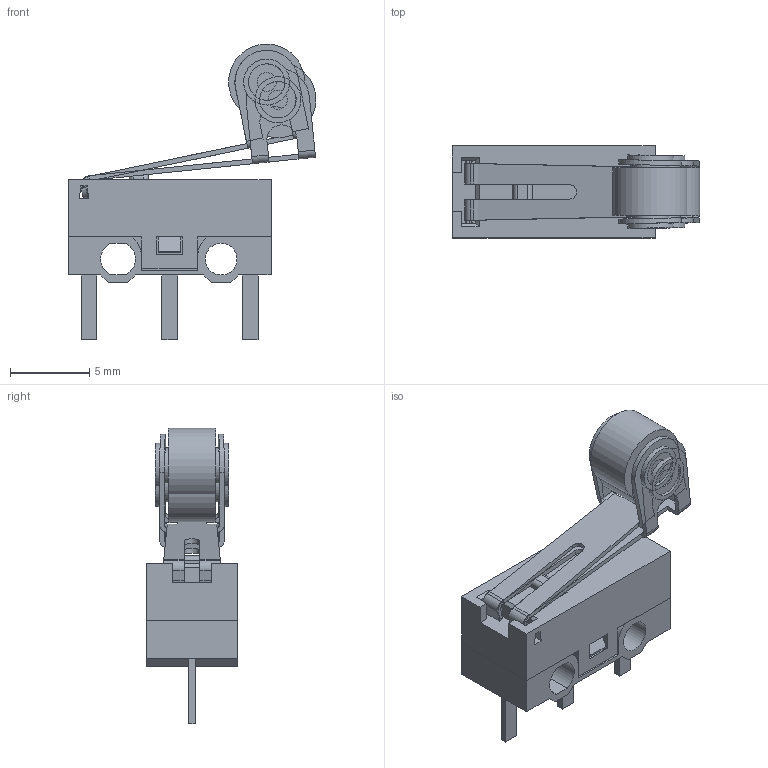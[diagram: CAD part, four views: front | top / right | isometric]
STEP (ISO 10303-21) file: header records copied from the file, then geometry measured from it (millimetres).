
FILE_DESCRIPTION(/* description */ ('Unknown'),/* implementation_level */ '2;1');
FILE_NAME(/* name */ '463093370402',/* time_stamp */ '2018-05-29T13:58:10+02:00',/* author */ ('Unknown'),/* organization */ ('Unknown'),/* preprocessor_version */ 'ST-DEVELOPER v16.7',/* originating_system */ 'DEX',/* authorisation */ $);
FILE_SCHEMA (('AUTOMOTIVE_DESIGN {1 0 10303 214 3 1 1}'));
Length unit declared in the file: millimetre
Products named in the file (7): 463093370402; Base; Roller; Terminal; Straight_lever; Button; Cover
Assembly tree (11 placements, depth 2):
  463093370402
    Base
    Roller  x2
    Terminal  x3
    Straight_lever  x2
    Button  x2
    Cover
Bounding box: 15.63 x 5.8 x 18.67 mm (x, y, z)
Volume: 436.7 mm3; surface area: 1408.5 mm2
Topology: 11 solids, 11 shells, 346 faces, 899 edges, 580 vertices
Faces by surface type: plane 247, cylinder 83, bspline 8, torus 8
Full cylindrical faces by diameter (mm): 1.2 x4, 2 x1, 2.3 x12, 2.9 x4, 4.8 x2
Entity records: 7237 total; most frequent: CARTESIAN_POINT 1283, ORIENTED_EDGE 1192, DIRECTION 1160, EDGE_CURVE 596, LINE 490, VECTOR 490, VERTEX_POINT 394, AXIS2_PLACEMENT_3D 335
